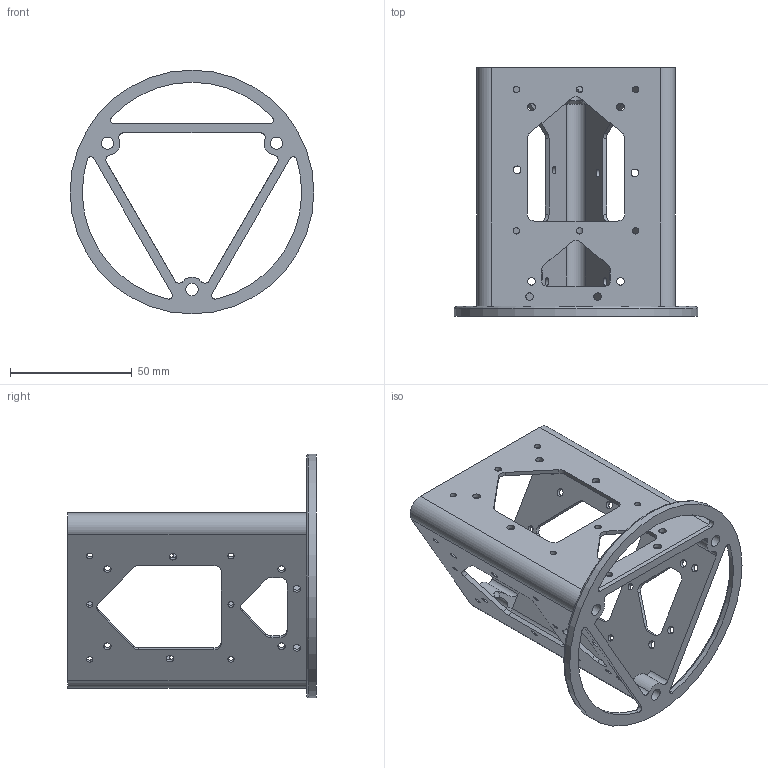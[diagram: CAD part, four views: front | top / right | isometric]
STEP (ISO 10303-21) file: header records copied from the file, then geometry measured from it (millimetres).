
FILE_DESCRIPTION(/* description */ (''),/* implementation_level */ '2;1');
FILE_NAME(/* name */ 'Chassis_ipt_40062bc3.STEP',/* time_stamp */ '2024-05-28T14:29:23+01:00',/* author */ ('rlndo'),/* organization */ (''),/* preprocessor_version */ 'ST-DEVELOPER v16.13',/* originating_system */ 'Autodesk Inventor 2018',/* authorisation */ '');
FILE_SCHEMA (('AUTOMOTIVE_DESIGN { 1 0 10303 214 3 1 1 }'));
Length unit declared in the file: millimetre
Products named in the file (1): Chassis
Bounding box: 100 x 102 x 100 mm (x, y, z)
Volume: 39423.6 mm3; surface area: 45345.6 mm2
Topology: 1 solids, 1 shells, 173 faces, 510 edges, 338 vertices
Faces by surface type: cylinder 116, plane 52, cone 3, torus 2
Full cylindrical faces by diameter (mm): 2.6 x18, 3.1 x24, 5 x3, 5.6 x3, 93 x1, 100 x1
Entity records: 5912 total; most frequent: CARTESIAN_POINT 1038, DIRECTION 1032, ORIENTED_EDGE 906, EDGE_CURVE 453, AXIS2_PLACEMENT_3D 411, EDGE_LOOP 340, VERTEX_POINT 333, CIRCLE 219
